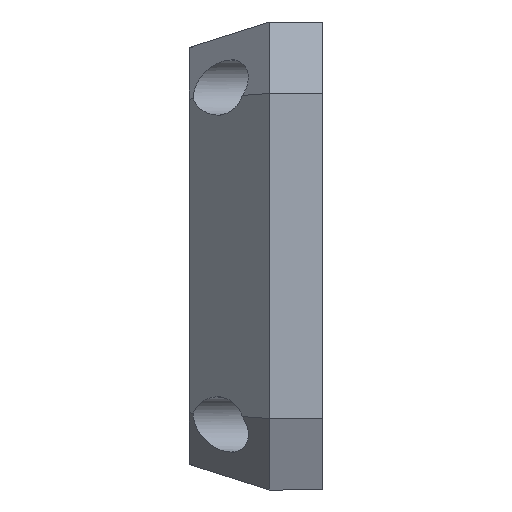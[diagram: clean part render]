
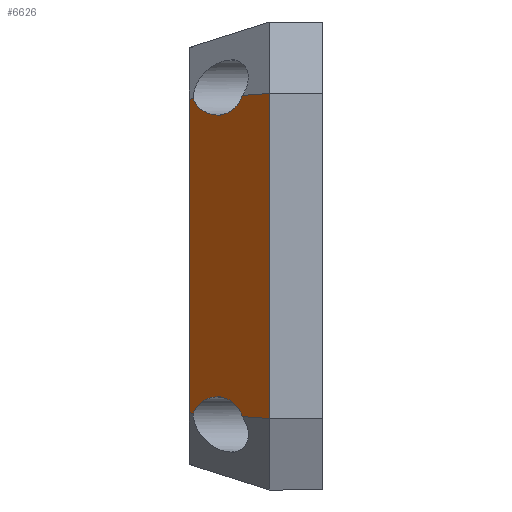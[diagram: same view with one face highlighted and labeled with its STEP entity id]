
A CAD part, left-side view. The second image highlights one B-rep face of the part: STEP entity #6626.
In plain terms, the highlighted planar face has unit normal (-0.69, 0.724, 0).
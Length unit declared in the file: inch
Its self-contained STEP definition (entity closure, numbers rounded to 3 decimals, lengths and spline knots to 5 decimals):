
#94 = EDGE_CURVE ( 'NONE', #10921, #15007, #13083, .T. ) ;
#104 = CARTESIAN_POINT ( 'NONE',  ( -6.69291, 1.55606, 2.07406 ) ) ;
#145 = VERTEX_POINT ( 'NONE', #10330 ) ;
#235 = CARTESIAN_POINT ( 'NONE',  ( -6.69291, 1.55606, -2.07406 ) ) ;
#908 = VECTOR ( 'NONE', #2757, 39.37008 ) ;
#1173 = CARTESIAN_POINT ( 'NONE',  ( -6.25984, 1.9685, -2.30955 ) ) ;
#1248 = CARTESIAN_POINT ( 'NONE',  ( -7.24748, 1.0279, -2.37598 ) ) ;
#1339 = CARTESIAN_POINT ( 'NONE',  ( -7.5, 0.7874, 4.78346 ) ) ;
#1378 = ORIENTED_EDGE ( 'NONE', *, *, #14861, .F. ) ;
#1517 = VERTEX_POINT ( 'NONE', #1173 ) ;
#2112 = ORIENTED_EDGE ( 'NONE', *, *, #7234, .F. ) ;
#2514 = DIRECTION ( 'NONE',  ( 0.724, 0.69, 0. ) ) ;
#2555 = CARTESIAN_POINT ( 'NONE',  ( -6.25984, 1.9685, -3.44488 ) ) ;
#2705 = LINE ( 'NONE', #11812, #908 ) ;
#2757 = DIRECTION ( 'NONE',  ( 0., 0., -1. ) ) ;
#2796 = VECTOR ( 'NONE', #13625, 39.37008 ) ;
#2874 = VECTOR ( 'NONE', #7370, 39.37008 ) ;
#3125 = ORIENTED_EDGE ( 'NONE', *, *, #9438, .T. ) ;
#3146 = VERTEX_POINT ( 'NONE', #14254 ) ;
#3263 = VERTEX_POINT ( 'NONE', #15842 ) ;
#3426 = LINE ( 'NONE', #1248, #16801 ) ;
#3577 = ORIENTED_EDGE ( 'NONE', *, *, #94, .T. ) ;
#3899 =( BOUNDED_CURVE ( )  B_SPLINE_CURVE ( 3, ( #7205, #5951, #11259, #7480 ),
 .UNSPECIFIED., .F., .F. ) 
 B_SPLINE_CURVE_WITH_KNOTS ( ( 4, 4 ),
 ( 1.5708, 2.71916 ),
 .UNSPECIFIED. ) 
 CURVE ( )  GEOMETRIC_REPRESENTATION_ITEM ( )  RATIONAL_B_SPLINE_CURVE ( ( 1., 0.893, 0.893, 1. ) ) 
 REPRESENTATION_ITEM ( '' )  );
#4363 = EDGE_CURVE ( 'NONE', #10921, #3146, #14825, .T. ) ;
#4631 =( BOUNDED_CURVE ( )  B_SPLINE_CURVE ( 3, ( #8359, #9585, #9689, #10880 ),
 .UNSPECIFIED., .F., .T. ) 
 B_SPLINE_CURVE_WITH_KNOTS ( ( 4, 4 ),
 ( 3.56403, 4.71239 ),
 .UNSPECIFIED. ) 
 CURVE ( )  GEOMETRIC_REPRESENTATION_ITEM ( )  RATIONAL_B_SPLINE_CURVE ( ( 1., 0.893, 0.893, 1. ) ) 
 REPRESENTATION_ITEM ( '' )  );
#4805 = FACE_OUTER_BOUND ( 'NONE', #11834, .T. ) ;
#4893 = CARTESIAN_POINT ( 'NONE',  ( -7.58412, 0.70729, 2.39863 ) ) ;
#5048 = DIRECTION ( 'NONE',  ( -0.723, -0.689, 0.049 ) ) ;
#5223 = EDGE_CURVE ( 'NONE', #145, #12393, #6703, .T. ) ;
#5386 = CARTESIAN_POINT ( 'NONE',  ( -6.32238, 1.90895, 2.31376 ) ) ;
#5453 = ORIENTED_EDGE ( 'NONE', *, *, #4363, .F. ) ;
#5624 = CARTESIAN_POINT ( 'NONE',  ( -6.69291, 1.55606, -2.07406 ) ) ;
#5951 = CARTESIAN_POINT ( 'NONE',  ( -6.5282, 1.71292, 2.07406 ) ) ;
#6260 = LINE ( 'NONE', #9728, #2796 ) ;
#6266 = AXIS2_PLACEMENT_3D ( 'NONE', #1339, #14332, #2514 ) ;
#6281 = ORIENTED_EDGE ( 'NONE', *, *, #9699, .F. ) ;
#6580 = DIRECTION ( 'NONE',  ( 0., 0., 1. ) ) ;
#6626 = ADVANCED_FACE ( 'NONE', ( #4805 ), #12985, .F. ) ;
#6701 = CARTESIAN_POINT ( 'NONE',  ( -7.08242, 1.1851, 2.36488 ) ) ;
#6703 = LINE ( 'NONE', #8891, #15200 ) ;
#6987 =( BOUNDED_CURVE ( )  B_SPLINE_CURVE ( 3, ( #235, #11886, #13018, #7882 ),
 .UNSPECIFIED., .F., .T. ) 
 B_SPLINE_CURVE_WITH_KNOTS ( ( 4, 4 ),
 ( 4.71239, 5.99507 ),
 .UNSPECIFIED. ) 
 CURVE ( )  GEOMETRIC_REPRESENTATION_ITEM ( )  RATIONAL_B_SPLINE_CURVE ( ( 1., 0.868, 0.868, 1. ) ) 
 REPRESENTATION_ITEM ( '' )  );
#7205 = CARTESIAN_POINT ( 'NONE',  ( -6.69291, 1.55606, 2.07406 ) ) ;
#7234 = EDGE_CURVE ( 'NONE', #3146, #3263, #2705, .T. ) ;
#7370 = DIRECTION ( 'NONE',  ( -0.723, -0.689, 0.049 ) ) ;
#7480 = CARTESIAN_POINT ( 'NONE',  ( -6.32238, 1.90895, 2.31376 ) ) ;
#7734 = CARTESIAN_POINT ( 'NONE',  ( -6.69291, 1.55606, 2.07406 ) ) ;
#7882 = CARTESIAN_POINT ( 'NONE',  ( -7.08242, 1.1851, -2.36488 ) ) ;
#7928 = ORIENTED_EDGE ( 'NONE', *, *, #12330, .F. ) ;
#8359 = CARTESIAN_POINT ( 'NONE',  ( -6.32238, 1.90895, -2.31376 ) ) ;
#8684 = VERTEX_POINT ( 'NONE', #5624 ) ;
#8825 = CARTESIAN_POINT ( 'NONE',  ( -7.08242, 1.1851, -2.36488 ) ) ;
#8891 = CARTESIAN_POINT ( 'NONE',  ( -7.58412, 0.70729, 2.39863 ) ) ;
#9438 = EDGE_CURVE ( 'NONE', #12157, #8684, #4631, .T. ) ;
#9515 = EDGE_CURVE ( 'NONE', #15007, #12393, #3899, .T. ) ;
#9585 = CARTESIAN_POINT ( 'NONE',  ( -6.3899, 1.84464, -2.16353 ) ) ;
#9672 = LINE ( 'NONE', #2555, #15343 ) ;
#9689 = CARTESIAN_POINT ( 'NONE',  ( -6.5282, 1.71292, -2.07406 ) ) ;
#9699 = EDGE_CURVE ( 'NONE', #12157, #1517, #3426, .T. ) ;
#9728 = CARTESIAN_POINT ( 'NONE',  ( -7.24748, 1.0279, -2.37598 ) ) ;
#10076 = DIRECTION ( 'NONE',  ( 0.723, 0.689, 0.049 ) ) ;
#10330 = CARTESIAN_POINT ( 'NONE',  ( -6.25984, 1.9685, 2.30955 ) ) ;
#10880 = CARTESIAN_POINT ( 'NONE',  ( -6.69291, 1.55606, -2.07406 ) ) ;
#10909 = ORIENTED_EDGE ( 'NONE', *, *, #14521, .T. ) ;
#10921 = VERTEX_POINT ( 'NONE', #6701 ) ;
#11259 = CARTESIAN_POINT ( 'NONE',  ( -6.3899, 1.84464, 2.16353 ) ) ;
#11462 = ORIENTED_EDGE ( 'NONE', *, *, #9515, .T. ) ;
#11508 = CARTESIAN_POINT ( 'NONE',  ( -7.08242, 1.1851, 2.36488 ) ) ;
#11660 = VERTEX_POINT ( 'NONE', #8825 ) ;
#11812 = CARTESIAN_POINT ( 'NONE',  ( -7.5, 0.7874, 4.78346 ) ) ;
#11834 = EDGE_LOOP ( 'NONE', ( #1378, #2112, #5453, #3577, #11462, #16162, #7928, #6281, #3125, #10909 ) ) ;
#11886 = CARTESIAN_POINT ( 'NONE',  ( -6.87969, 1.37818, -2.07406 ) ) ;
#12157 = VERTEX_POINT ( 'NONE', #13812 ) ;
#12330 = EDGE_CURVE ( 'NONE', #1517, #145, #9672, .T. ) ;
#12393 = VERTEX_POINT ( 'NONE', #5386 ) ;
#12705 = CARTESIAN_POINT ( 'NONE',  ( -7.02935, 1.23564, 2.18581 ) ) ;
#12985 = PLANE ( 'NONE',  #6266 ) ;
#13018 = CARTESIAN_POINT ( 'NONE',  ( -7.02935, 1.23564, -2.18581 ) ) ;
#13083 =( BOUNDED_CURVE ( )  B_SPLINE_CURVE ( 3, ( #11508, #12705, #13997, #7734 ),
 .UNSPECIFIED., .F., .F. ) 
 B_SPLINE_CURVE_WITH_KNOTS ( ( 4, 4 ),
 ( 0.28811, 1.5708 ),
 .UNSPECIFIED. ) 
 CURVE ( )  GEOMETRIC_REPRESENTATION_ITEM ( )  RATIONAL_B_SPLINE_CURVE ( ( 1., 0.868, 0.868, 1. ) ) 
 REPRESENTATION_ITEM ( '' )  );
#13625 = DIRECTION ( 'NONE',  ( 0.723, 0.689, 0.049 ) ) ;
#13812 = CARTESIAN_POINT ( 'NONE',  ( -6.32238, 1.90895, -2.31376 ) ) ;
#13997 = CARTESIAN_POINT ( 'NONE',  ( -6.87969, 1.37818, 2.07406 ) ) ;
#14254 = CARTESIAN_POINT ( 'NONE',  ( -7.5, 0.7874, 2.39297 ) ) ;
#14332 = DIRECTION ( 'NONE',  ( 0.69, -0.724, 0. ) ) ;
#14521 = EDGE_CURVE ( 'NONE', #8684, #11660, #6987, .T. ) ;
#14825 = LINE ( 'NONE', #4893, #2874 ) ;
#14861 = EDGE_CURVE ( 'NONE', #3263, #11660, #6260, .T. ) ;
#15007 = VERTEX_POINT ( 'NONE', #104 ) ;
#15200 = VECTOR ( 'NONE', #5048, 39.37008 ) ;
#15343 = VECTOR ( 'NONE', #6580, 39.37008 ) ;
#15842 = CARTESIAN_POINT ( 'NONE',  ( -7.5, 0.7874, -2.39297 ) ) ;
#16162 = ORIENTED_EDGE ( 'NONE', *, *, #5223, .F. ) ;
#16801 = VECTOR ( 'NONE', #10076, 39.37008 ) ;
